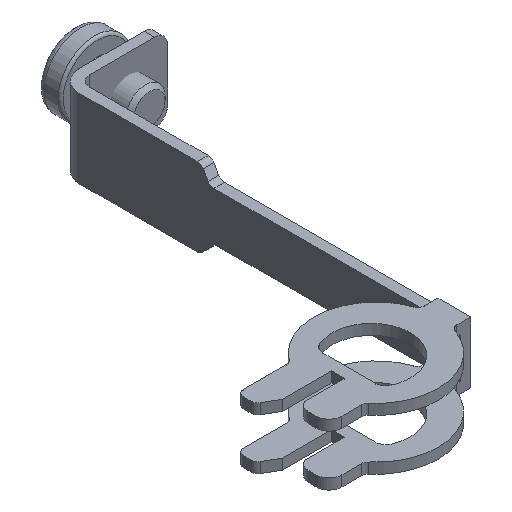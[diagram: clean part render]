
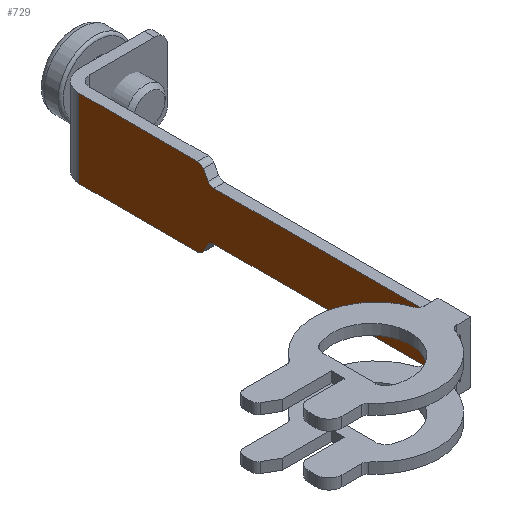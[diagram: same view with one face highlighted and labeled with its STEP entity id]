
A CAD part, isometric view. The second image highlights one B-rep face of the part: STEP entity #729.
In plain terms, the highlighted planar face has unit normal (-1, 0, 0).
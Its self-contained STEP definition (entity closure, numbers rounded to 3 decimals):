
#196=CARTESIAN_POINT('',(2.56,-0.175,0.645));
#197=VERTEX_POINT('',#196);
#244=CARTESIAN_POINT('',(2.56,-0.175,0.955));
#245=VERTEX_POINT('',#244);
#252=CARTESIAN_POINT('',(2.56,-0.175,0.955));
#253=DIRECTION('',(0.0,0.0,-1.0));
#254=VECTOR('',#253,0.31);
#255=LINE('',#252,#254);
#256=EDGE_CURVE('',#245,#197,#255,.T.);
#463=CARTESIAN_POINT('',(2.56,1.754,1.01));
#464=VERTEX_POINT('',#463);
#479=CARTESIAN_POINT('',(2.56,1.792,1.075));
#480=VERTEX_POINT('',#479);
#487=CARTESIAN_POINT('',(2.56,1.792,1.075));
#488=DIRECTION('',(0.0,-0.5,-0.866));
#489=VECTOR('',#488,0.075);
#490=LINE('',#487,#489);
#491=EDGE_CURVE('',#480,#464,#490,.T.);
#501=CARTESIAN_POINT('',(2.56,0.075,0.955));
#502=VERTEX_POINT('',#501);
#503=CARTESIAN_POINT('',(2.56,0.075,0.985));
#504=VERTEX_POINT('',#503);
#505=CARTESIAN_POINT('',(2.56,0.075,0.955));
#506=DIRECTION('',(0.0,0.0,1.0));
#507=VECTOR('',#506,0.03);
#508=LINE('',#505,#507);
#509=EDGE_CURVE('',#502,#504,#508,.T.);
#590=CARTESIAN_POINT('',(2.56,1.835,0.5));
#591=VERTEX_POINT('',#590);
#609=CARTESIAN_POINT('',(2.56,1.792,0.525));
#610=VERTEX_POINT('',#609);
#617=CARTESIAN_POINT('',(2.56,1.835,0.55));
#618=DIRECTION('',(1.0,0.0,0.0));
#619=DIRECTION('',(0.0,0.0,-1.0));
#620=AXIS2_PLACEMENT_3D('',#617,#618,#619);
#621=CIRCLE('',#620,0.05);
#622=EDGE_CURVE('',#610,#591,#621,.T.);
#627=CARTESIAN_POINT('',(2.56,0.288,0.592));
#628=DIRECTION('',(-1.0,0.0,0.0));
#629=DIRECTION('',(0.0,0.0,1.0));
#630=AXIS2_PLACEMENT_3D('',#627,#628,#629);
#631=PLANE('',#630);
#632=CARTESIAN_POINT('',(2.56,1.711,0.985));
#633=VERTEX_POINT('',#632);
#634=CARTESIAN_POINT('',(2.56,1.711,0.985));
#635=DIRECTION('',(0.0,-1.0,0.0));
#636=VECTOR('',#635,1.636);
#637=LINE('',#634,#636);
#638=EDGE_CURVE('',#633,#504,#637,.T.);
#639=ORIENTED_EDGE('',*,*,#638,.F.);
#640=CARTESIAN_POINT('',(2.56,1.711,1.035));
#641=DIRECTION('',(-1.0,0.0,0.0));
#642=DIRECTION('',(0.0,0.0,1.0));
#643=AXIS2_PLACEMENT_3D('',#640,#641,#642);
#644=CIRCLE('',#643,0.05);
#645=EDGE_CURVE('',#464,#633,#644,.T.);
#646=ORIENTED_EDGE('',*,*,#645,.F.);
#647=ORIENTED_EDGE('',*,*,#491,.F.);
#648=CARTESIAN_POINT('',(2.56,1.835,1.1));
#649=VERTEX_POINT('',#648);
#650=CARTESIAN_POINT('',(2.56,1.835,1.05));
#651=DIRECTION('',(-1.0,0.0,0.0));
#652=DIRECTION('',(0.0,0.0,1.0));
#653=AXIS2_PLACEMENT_3D('',#650,#651,#652);
#654=CIRCLE('',#653,0.05);
#655=EDGE_CURVE('',#480,#649,#654,.T.);
#656=ORIENTED_EDGE('',*,*,#655,.T.);
#657=CARTESIAN_POINT('',(2.56,2.745,1.1));
#658=VERTEX_POINT('',#657);
#659=CARTESIAN_POINT('',(2.56,1.835,1.1));
#660=DIRECTION('',(0.0,1.0,0.0));
#661=VECTOR('',#660,0.91);
#662=LINE('',#659,#661);
#663=EDGE_CURVE('',#649,#658,#662,.T.);
#664=ORIENTED_EDGE('',*,*,#663,.T.);
#665=CARTESIAN_POINT('',(2.56,2.745,0.5));
#666=VERTEX_POINT('',#665);
#667=CARTESIAN_POINT('',(2.56,2.745,0.5));
#668=DIRECTION('',(0.0,0.0,1.0));
#669=VECTOR('',#668,0.6);
#670=LINE('',#667,#669);
#671=EDGE_CURVE('',#666,#658,#670,.T.);
#672=ORIENTED_EDGE('',*,*,#671,.F.);
#673=CARTESIAN_POINT('',(2.56,2.745,0.5));
#674=DIRECTION('',(0.0,-1.0,0.0));
#675=VECTOR('',#674,0.91);
#676=LINE('',#673,#675);
#677=EDGE_CURVE('',#666,#591,#676,.T.);
#678=ORIENTED_EDGE('',*,*,#677,.T.);
#679=ORIENTED_EDGE('',*,*,#622,.F.);
#680=CARTESIAN_POINT('',(2.56,1.754,0.59));
#681=VERTEX_POINT('',#680);
#682=CARTESIAN_POINT('',(2.56,1.754,0.59));
#683=DIRECTION('',(0.0,0.5,-0.866));
#684=VECTOR('',#683,0.075);
#685=LINE('',#682,#684);
#686=EDGE_CURVE('',#681,#610,#685,.T.);
#687=ORIENTED_EDGE('',*,*,#686,.F.);
#688=CARTESIAN_POINT('',(2.56,1.711,0.615));
#689=VERTEX_POINT('',#688);
#690=CARTESIAN_POINT('',(2.56,1.711,0.565));
#691=DIRECTION('',(1.0,0.0,0.0));
#692=DIRECTION('',(0.0,0.0,-1.0));
#693=AXIS2_PLACEMENT_3D('',#690,#691,#692);
#694=CIRCLE('',#693,0.05);
#695=EDGE_CURVE('',#681,#689,#694,.T.);
#696=ORIENTED_EDGE('',*,*,#695,.T.);
#697=CARTESIAN_POINT('',(2.56,0.075,0.615));
#698=VERTEX_POINT('',#697);
#699=CARTESIAN_POINT('',(2.56,1.711,0.615));
#700=DIRECTION('',(0.0,-1.0,0.0));
#701=VECTOR('',#700,1.636);
#702=LINE('',#699,#701);
#703=EDGE_CURVE('',#689,#698,#702,.T.);
#704=ORIENTED_EDGE('',*,*,#703,.T.);
#705=CARTESIAN_POINT('',(2.56,0.075,0.645));
#706=VERTEX_POINT('',#705);
#707=CARTESIAN_POINT('',(2.56,0.075,0.615));
#708=DIRECTION('',(0.0,0.0,1.0));
#709=VECTOR('',#708,0.03);
#710=LINE('',#707,#709);
#711=EDGE_CURVE('',#698,#706,#710,.T.);
#712=ORIENTED_EDGE('',*,*,#711,.T.);
#713=CARTESIAN_POINT('',(2.56,0.075,0.645));
#714=DIRECTION('',(0.0,-1.0,0.0));
#715=VECTOR('',#714,0.25);
#716=LINE('',#713,#715);
#717=EDGE_CURVE('',#706,#197,#716,.T.);
#718=ORIENTED_EDGE('',*,*,#717,.T.);
#719=ORIENTED_EDGE('',*,*,#256,.F.);
#720=CARTESIAN_POINT('',(2.56,-0.175,0.955));
#721=DIRECTION('',(0.0,1.0,0.0));
#722=VECTOR('',#721,0.25);
#723=LINE('',#720,#722);
#724=EDGE_CURVE('',#245,#502,#723,.T.);
#725=ORIENTED_EDGE('',*,*,#724,.T.);
#726=ORIENTED_EDGE('',*,*,#509,.T.);
#727=EDGE_LOOP('',(#639,#646,#647,#656,#664,#672,#678,#679,#687,#696,#704,#712,#718,#719,#725,#726));
#728=FACE_OUTER_BOUND('',#727,.T.);
#729=ADVANCED_FACE('',(#728),#631,.T.);
